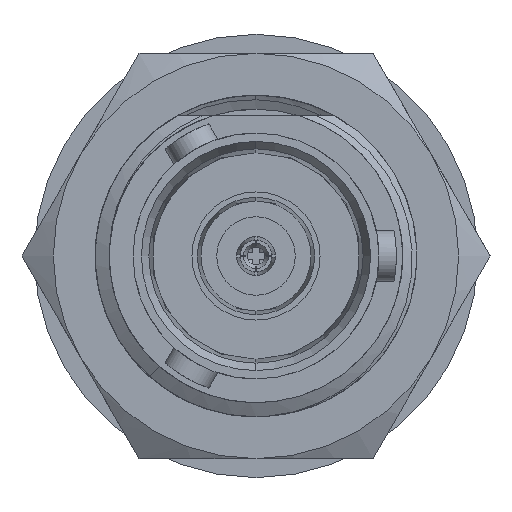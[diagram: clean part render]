
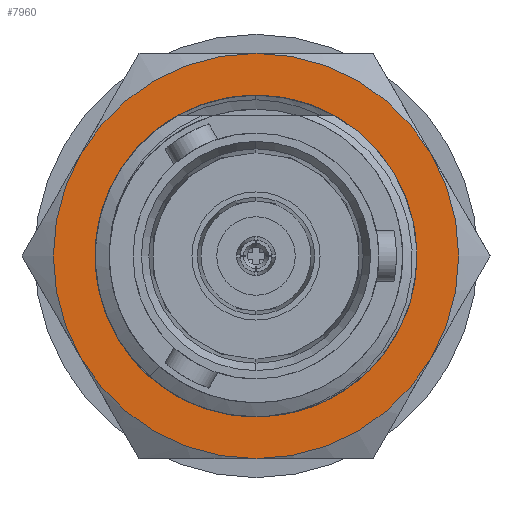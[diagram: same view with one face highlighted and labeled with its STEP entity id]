
A CAD part, left-side view. The second image highlights one B-rep face of the part: STEP entity #7960.
In plain terms, the highlighted face is planar.
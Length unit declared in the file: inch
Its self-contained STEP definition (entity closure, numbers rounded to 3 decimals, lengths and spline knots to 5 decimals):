
#879 = DIRECTION ( 'NONE',  ( -1., 0., 0. ) ) ;
#931 = VERTEX_POINT ( 'NONE', #12893 ) ;
#1109 = ORIENTED_EDGE ( 'NONE', *, *, #14626, .T. ) ;
#1219 = DIRECTION ( 'NONE',  ( 0., 0., 1. ) ) ;
#1527 = VERTEX_POINT ( 'NONE', #10516 ) ;
#1725 = CARTESIAN_POINT ( 'NONE',  ( 0.04921, -0.2507, -0.00401 ) ) ;
#2263 = EDGE_CURVE ( 'NONE', #16656, #25433, #20418, .T. ) ;
#2437 = EDGE_CURVE ( 'NONE', #1527, #16656, #22662, .T. ) ;
#2515 = AXIS2_PLACEMENT_3D ( 'NONE', #9787, #22667, #18323 ) ;
#2625 = CARTESIAN_POINT ( 'NONE',  ( 0.04921, 0., 0.31496 ) ) ;
#2840 = DIRECTION ( 'NONE',  ( 1., 0., 0. ) ) ;
#2890 = AXIS2_PLACEMENT_3D ( 'NONE', #9310, #5813, #9883 ) ;
#3538 = CARTESIAN_POINT ( 'NONE',  ( 0.04921, -0.21425, -0.13023 ) ) ;
#3960 = CARTESIAN_POINT ( 'NONE',  ( 0.04921, -0.24965, -0.02306 ) ) ;
#4003 = ORIENTED_EDGE ( 'NONE', *, *, #2437, .F. ) ;
#4328 = CIRCLE ( 'NONE', #6558, 0.25 ) ;
#4640 = AXIS2_PLACEMENT_3D ( 'NONE', #8148, #8012, #8429 ) ;
#4673 = DIRECTION ( 'NONE',  ( 0., 0., -1. ) ) ;
#5148 = ORIENTED_EDGE ( 'NONE', *, *, #13840, .F. ) ;
#5247 = B_SPLINE_CURVE_WITH_KNOTS ( 'NONE', 3,
 ( #12512, #16585, #22598, #3538, #14208, #21054, #7869, #7725, #8294, #3960, #1725, #18527 ),
 .UNSPECIFIED., .F., .F.,
 ( 4, 2, 2, 2, 2, 4 ),
 ( 0., 0.00146, 0.00291, 0.00364, 0.00437, 0.00583 ),
 .UNSPECIFIED. ) ;
#5595 = CARTESIAN_POINT ( 'NONE',  ( 0.04921, 0., 0. ) ) ;
#5813 = DIRECTION ( 'NONE',  ( -1., 0., 0. ) ) ;
#6558 = AXIS2_PLACEMENT_3D ( 'NONE', #17682, #17416, #13489 ) ;
#6869 = CIRCLE ( 'NONE', #10482, 0.31496 ) ;
#7024 = CARTESIAN_POINT ( 'NONE',  ( 0.04921, 0., 0. ) ) ;
#7186 = VERTEX_POINT ( 'NONE', #22746 ) ;
#7725 = CARTESIAN_POINT ( 'NONE',  ( 0.04921, -0.24284, -0.06017 ) ) ;
#7869 = CARTESIAN_POINT ( 'NONE',  ( 0.04921, -0.23757, -0.07843 ) ) ;
#7960 = ADVANCED_FACE ( 'NONE', ( #9153, #15342 ), #13508, .T. ) ;
#8012 = DIRECTION ( 'NONE',  ( -1., 0., 0. ) ) ;
#8148 = CARTESIAN_POINT ( 'NONE',  ( 0.04921, 0., 0. ) ) ;
#8221 = CARTESIAN_POINT ( 'NONE',  ( 0.04921, 0., 0. ) ) ;
#8294 = CARTESIAN_POINT ( 'NONE',  ( 0.04921, -0.24493, -0.05095 ) ) ;
#8429 = DIRECTION ( 'NONE',  ( 0., 0., 1. ) ) ;
#8546 = VERTEX_POINT ( 'NONE', #10808 ) ;
#9153 = FACE_BOUND ( 'NONE', #25475, .T. ) ;
#9310 = CARTESIAN_POINT ( 'NONE',  ( 0.04921, 0., 0. ) ) ;
#9787 = CARTESIAN_POINT ( 'NONE',  ( 0.04921, 0., 0. ) ) ;
#9810 = DIRECTION ( 'NONE',  ( 0., 0., 1. ) ) ;
#9883 = DIRECTION ( 'NONE',  ( 0., 0., 1. ) ) ;
#10482 = AXIS2_PLACEMENT_3D ( 'NONE', #5595, #26586, #9810 ) ;
#10516 = CARTESIAN_POINT ( 'NONE',  ( 0.04921, -0.27276, 0.15748 ) ) ;
#10519 = CIRCLE ( 'NONE', #2890, 0.31496 ) ;
#10571 = EDGE_CURVE ( 'NONE', #13956, #19335, #11994, .T. ) ;
#10808 = CARTESIAN_POINT ( 'NONE',  ( 0.04921, -0.16474, -0.18805 ) ) ;
#11852 = AXIS2_PLACEMENT_3D ( 'NONE', #7024, #879, #13771 ) ;
#11994 = CIRCLE ( 'NONE', #26725, 0.31496 ) ;
#12009 = ORIENTED_EDGE ( 'NONE', *, *, #18052, .T. ) ;
#12011 = CARTESIAN_POINT ( 'NONE',  ( 0.04921, 0., 0. ) ) ;
#12512 = CARTESIAN_POINT ( 'NONE',  ( 0.04921, -0.16474, -0.18805 ) ) ;
#12591 = EDGE_LOOP ( 'NONE', ( #17303, #5148, #25776, #20983, #4003, #19361 ) ) ;
#12714 = AXIS2_PLACEMENT_3D ( 'NONE', #26235, #19932, #26369 ) ;
#12893 = CARTESIAN_POINT ( 'NONE',  ( 0.04921, 0., 0.25 ) ) ;
#13489 = DIRECTION ( 'NONE',  ( 0., 0., 1. ) ) ;
#13508 = PLANE ( 'NONE',  #17557 ) ;
#13771 = DIRECTION ( 'NONE',  ( 0., 0., 1. ) ) ;
#13840 = EDGE_CURVE ( 'NONE', #20714, #13956, #23918, .T. ) ;
#13956 = VERTEX_POINT ( 'NONE', #17946 ) ;
#14208 = CARTESIAN_POINT ( 'NONE',  ( 0.04921, -0.22343, -0.11374 ) ) ;
#14626 = EDGE_CURVE ( 'NONE', #17930, #8546, #21664, .T. ) ;
#14887 = EDGE_CURVE ( 'NONE', #25433, #20714, #6869, .T. ) ;
#15342 = FACE_OUTER_BOUND ( 'NONE', #12591, .T. ) ;
#15453 = ORIENTED_EDGE ( 'NONE', *, *, #21566, .T. ) ;
#16585 = CARTESIAN_POINT ( 'NONE',  ( 0.04921, -0.17913, -0.17544 ) ) ;
#16656 = VERTEX_POINT ( 'NONE', #2625 ) ;
#16786 = DIRECTION ( 'NONE',  ( -1., 0., 0. ) ) ;
#17303 = ORIENTED_EDGE ( 'NONE', *, *, #10571, .F. ) ;
#17416 = DIRECTION ( 'NONE',  ( -1., 0., 0. ) ) ;
#17557 = AXIS2_PLACEMENT_3D ( 'NONE', #23861, #2840, #4673 ) ;
#17682 = CARTESIAN_POINT ( 'NONE',  ( 0.04921, 0., 0. ) ) ;
#17930 = VERTEX_POINT ( 'NONE', #23314 ) ;
#17946 = CARTESIAN_POINT ( 'NONE',  ( 0.04921, 0., -0.31496 ) ) ;
#18052 = EDGE_CURVE ( 'NONE', #7186, #931, #4328, .T. ) ;
#18249 = CARTESIAN_POINT ( 'NONE',  ( 0.04921, 0.27276, 0.15748 ) ) ;
#18323 = DIRECTION ( 'NONE',  ( 0., 0., 1. ) ) ;
#18527 = CARTESIAN_POINT ( 'NONE',  ( 0.04921, -0.24954, 0.01508 ) ) ;
#19335 = VERTEX_POINT ( 'NONE', #26816 ) ;
#19361 = ORIENTED_EDGE ( 'NONE', *, *, #24428, .F. ) ;
#19932 = DIRECTION ( 'NONE',  ( -1., 0., 0. ) ) ;
#20418 = CIRCLE ( 'NONE', #2515, 0.31496 ) ;
#20714 = VERTEX_POINT ( 'NONE', #26434 ) ;
#20983 = ORIENTED_EDGE ( 'NONE', *, *, #2263, .F. ) ;
#21054 = CARTESIAN_POINT ( 'NONE',  ( 0.04921, -0.23438, -0.08749 ) ) ;
#21206 = CIRCLE ( 'NONE', #12714, 0.25 ) ;
#21566 = EDGE_CURVE ( 'NONE', #931, #17930, #21206, .T. ) ;
#21664 = CIRCLE ( 'NONE', #4640, 0.25 ) ;
#22598 = CARTESIAN_POINT ( 'NONE',  ( 0.04921, -0.19204, -0.16119 ) ) ;
#22662 = CIRCLE ( 'NONE', #27578, 0.31496 ) ;
#22667 = DIRECTION ( 'NONE',  ( -1., 0., 0. ) ) ;
#22746 = CARTESIAN_POINT ( 'NONE',  ( 0.04921, -0.24954, 0.01508 ) ) ;
#23314 = CARTESIAN_POINT ( 'NONE',  ( 0.04921, 0., -0.25 ) ) ;
#23861 = CARTESIAN_POINT ( 'NONE',  ( 0.04921, 0., 0. ) ) ;
#23918 = CIRCLE ( 'NONE', #11852, 0.31496 ) ;
#24428 = EDGE_CURVE ( 'NONE', #19335, #1527, #10519, .T. ) ;
#25159 = DIRECTION ( 'NONE',  ( -1., 0., 0. ) ) ;
#25324 = DIRECTION ( 'NONE',  ( 0., 0., 1. ) ) ;
#25433 = VERTEX_POINT ( 'NONE', #18249 ) ;
#25475 = EDGE_LOOP ( 'NONE', ( #27114, #12009, #15453, #1109 ) ) ;
#25497 = EDGE_CURVE ( 'NONE', #8546, #7186, #5247, .T. ) ;
#25776 = ORIENTED_EDGE ( 'NONE', *, *, #14887, .F. ) ;
#26235 = CARTESIAN_POINT ( 'NONE',  ( 0.04921, 0., 0. ) ) ;
#26369 = DIRECTION ( 'NONE',  ( 0., 0., 1. ) ) ;
#26434 = CARTESIAN_POINT ( 'NONE',  ( 0.04921, 0.27276, -0.15748 ) ) ;
#26586 = DIRECTION ( 'NONE',  ( -1., 0., 0. ) ) ;
#26725 = AXIS2_PLACEMENT_3D ( 'NONE', #12011, #25159, #1219 ) ;
#26816 = CARTESIAN_POINT ( 'NONE',  ( 0.04921, -0.27276, -0.15748 ) ) ;
#27114 = ORIENTED_EDGE ( 'NONE', *, *, #25497, .T. ) ;
#27578 = AXIS2_PLACEMENT_3D ( 'NONE', #8221, #16786, #25324 ) ;
